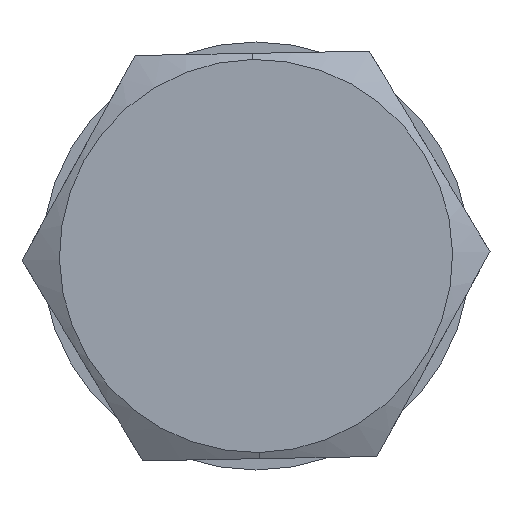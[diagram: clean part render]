
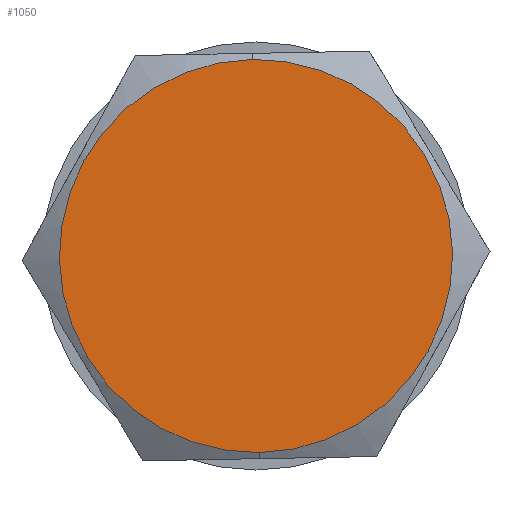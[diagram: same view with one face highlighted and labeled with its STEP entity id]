
A CAD part, left-side view. The second image highlights one B-rep face of the part: STEP entity #1050.
In plain terms, the highlighted planar face has unit normal (-1, 0, 0).
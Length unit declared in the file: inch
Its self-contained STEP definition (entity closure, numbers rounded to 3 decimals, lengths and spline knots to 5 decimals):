
#484 = VERTEX_POINT ( 'NONE', #4386 ) ;
#663 = AXIS2_PLACEMENT_3D ( 'NONE', #1048, #2818, #5606 ) ;
#1048 = CARTESIAN_POINT ( 'NONE',  ( -0.22225, 0., 0. ) ) ;
#1050 = ADVANCED_FACE ( 'NONE', ( #5808 ), #1211, .F. ) ;
#1077 = ORIENTED_EDGE ( 'NONE', *, *, #4674, .F. ) ;
#1211 = PLANE ( 'NONE',  #2956 ) ;
#1229 = ORIENTED_EDGE ( 'NONE', *, *, #4641, .F. ) ;
#1440 = CARTESIAN_POINT ( 'NONE',  ( -0.22225, 0., 0. ) ) ;
#1463 = AXIS2_PLACEMENT_3D ( 'NONE', #1440, #1954, #2399 ) ;
#1852 = CIRCLE ( 'NONE', #1463, 0.2425 ) ;
#1954 = DIRECTION ( 'NONE',  ( 1., 0., 0. ) ) ;
#2150 = EDGE_LOOP ( 'NONE', ( #1229, #1077 ) ) ;
#2163 = DIRECTION ( 'NONE',  ( 0., 0., -1. ) ) ;
#2399 = DIRECTION ( 'NONE',  ( 0., 0., -1. ) ) ;
#2782 = CIRCLE ( 'NONE', #663, 0.2425 ) ;
#2818 = DIRECTION ( 'NONE',  ( 1., 0., 0. ) ) ;
#2956 = AXIS2_PLACEMENT_3D ( 'NONE', #4387, #4930, #2163 ) ;
#3610 = VERTEX_POINT ( 'NONE', #5760 ) ;
#4386 = CARTESIAN_POINT ( 'NONE',  ( -0.22225, 0., -0.2425 ) ) ;
#4387 = CARTESIAN_POINT ( 'NONE',  ( -0.22225, 0.28868, 0. ) ) ;
#4641 = EDGE_CURVE ( 'NONE', #484, #3610, #1852, .T. ) ;
#4674 = EDGE_CURVE ( 'NONE', #3610, #484, #2782, .T. ) ;
#4930 = DIRECTION ( 'NONE',  ( 1., 0., 0. ) ) ;
#5606 = DIRECTION ( 'NONE',  ( 0., 0., -1. ) ) ;
#5760 = CARTESIAN_POINT ( 'NONE',  ( -0.22225, 0., 0.2425 ) ) ;
#5808 = FACE_OUTER_BOUND ( 'NONE', #2150, .T. ) ;
